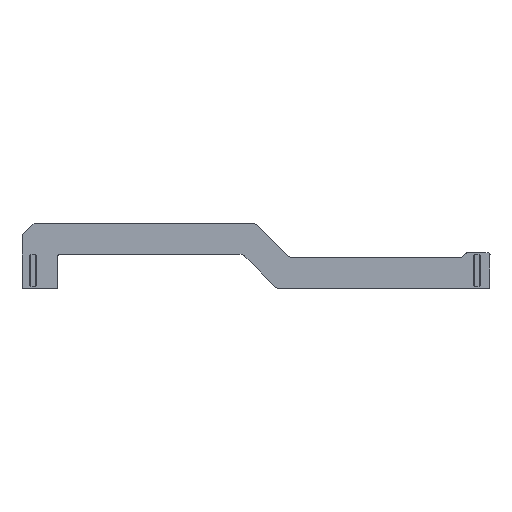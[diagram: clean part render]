
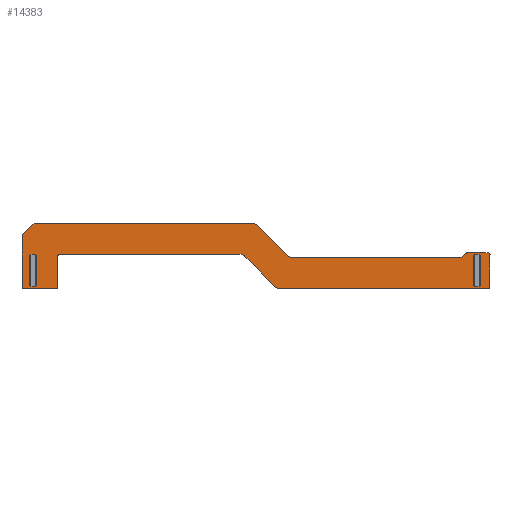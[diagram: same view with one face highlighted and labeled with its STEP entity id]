
A CAD part, top view. The second image highlights one B-rep face of the part: STEP entity #14383.
In plain terms, the highlighted planar face has unit normal (0, 0, 1).
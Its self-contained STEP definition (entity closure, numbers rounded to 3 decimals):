
#13524 = VERTEX_POINT('',#13525);
#13525 = CARTESIAN_POINT('',(-11.619,28.969,0.));
#13531 = EDGE_CURVE('',#13524,#13532,#13534,.T.);
#13532 = VERTEX_POINT('',#13533);
#13533 = CARTESIAN_POINT('',(-11.619,37.79,0.));
#13534 = LINE('',#13535,#13536);
#13535 = CARTESIAN_POINT('',(-11.619,28.969,0.));
#13536 = VECTOR('',#13537,1.);
#13537 = DIRECTION('',(0.,1.,0.));
#13564 = VERTEX_POINT('',#13565);
#13565 = CARTESIAN_POINT('',(-12.173,28.446,0.));
#13571 = EDGE_CURVE('',#13564,#13524,#13572,.T.);
#13572 = CIRCLE('',#13573,0.557);
#13573 = AXIS2_PLACEMENT_3D('',#13574,#13575,#13576);
#13574 = CARTESIAN_POINT('',(-12.175,29.003,0.));
#13575 = DIRECTION('',(0.,0.,1.));
#13576 = DIRECTION('',(0.003,-1.,0.));
#13597 = VERTEX_POINT('',#13598);
#13598 = CARTESIAN_POINT('',(-21.461,28.446,0.));
#13604 = EDGE_CURVE('',#13597,#13564,#13605,.T.);
#13605 = LINE('',#13606,#13607);
#13606 = CARTESIAN_POINT('',(-21.461,28.446,0.));
#13607 = VECTOR('',#13608,1.);
#13608 = DIRECTION('',(1.,0.,0.));
#13628 = VERTEX_POINT('',#13629);
#13629 = CARTESIAN_POINT('',(-22.018,29.001,0.));
#13635 = EDGE_CURVE('',#13628,#13597,#13636,.T.);
#13636 = CIRCLE('',#13637,0.555);
#13637 = AXIS2_PLACEMENT_3D('',#13638,#13639,#13640);
#13638 = CARTESIAN_POINT('',(-21.463,29.001,0.));
#13639 = DIRECTION('',(0.,0.,1.));
#13640 = DIRECTION('',(-1.,0.,0.));
#13661 = VERTEX_POINT('',#13662);
#13662 = CARTESIAN_POINT('',(-22.019,43.211,0.));
#13668 = EDGE_CURVE('',#13661,#13628,#13669,.T.);
#13669 = LINE('',#13670,#13671);
#13670 = CARTESIAN_POINT('',(-22.019,43.211,0.));
#13671 = VECTOR('',#13672,1.);
#13672 = DIRECTION('',(0.,-1.,0.));
#13692 = VERTEX_POINT('',#13693);
#13693 = CARTESIAN_POINT('',(-21.403,44.674,0.));
#13699 = EDGE_CURVE('',#13692,#13661,#13700,.T.);
#13700 = CIRCLE('',#13701,2.005);
#13701 = AXIS2_PLACEMENT_3D('',#13702,#13703,#13704);
#13702 = CARTESIAN_POINT('',(-20.014,43.228,0.));
#13703 = DIRECTION('',(0.,0.,1.));
#13704 = DIRECTION('',(-0.693,0.721,0.));
#13725 = VERTEX_POINT('',#13726);
#13726 = CARTESIAN_POINT('',(-19.337,46.74,0.));
#13732 = EDGE_CURVE('',#13725,#13692,#13733,.T.);
#13733 = LINE('',#13734,#13735);
#13734 = CARTESIAN_POINT('',(-19.337,46.74,0.));
#13735 = VECTOR('',#13736,1.);
#13736 = DIRECTION('',(-0.707,-0.707,0.));
#13756 = VERTEX_POINT('',#13757);
#13757 = CARTESIAN_POINT('',(-17.916,47.332,0.));
#13763 = EDGE_CURVE('',#13756,#13725,#13764,.T.);
#13764 = CIRCLE('',#13765,1.994);
#13765 = AXIS2_PLACEMENT_3D('',#13766,#13767,#13768);
#13766 = CARTESIAN_POINT('',(-17.919,45.338,0.));
#13767 = DIRECTION('',(0.,0.,1.));
#13768 = DIRECTION('',(0.001,1.,0.));
#13789 = VERTEX_POINT('',#13790);
#13790 = CARTESIAN_POINT('',(44.925,47.332,0.));
#13796 = EDGE_CURVE('',#13789,#13756,#13797,.T.);
#13797 = LINE('',#13798,#13799);
#13798 = CARTESIAN_POINT('',(44.925,47.332,0.));
#13799 = VECTOR('',#13800,1.);
#13800 = DIRECTION('',(-1.,0.,0.));
#13820 = VERTEX_POINT('',#13821);
#13821 = CARTESIAN_POINT('',(46.348,46.745,0.));
#13827 = EDGE_CURVE('',#13820,#13789,#13828,.T.);
#13828 = CIRCLE('',#13829,2.);
#13829 = AXIS2_PLACEMENT_3D('',#13830,#13831,#13832);
#13830 = CARTESIAN_POINT('',(44.933,45.332,0.));
#13831 = DIRECTION('',(0.,0.,1.));
#13832 = DIRECTION('',(0.708,0.706,0.));
#13853 = VERTEX_POINT('',#13854);
#13854 = CARTESIAN_POINT('',(55.061,38.032,0.));
#13860 = EDGE_CURVE('',#13853,#13820,#13861,.T.);
#13861 = LINE('',#13862,#13863);
#13862 = CARTESIAN_POINT('',(55.061,38.032,0.));
#13863 = VECTOR('',#13864,1.);
#13864 = DIRECTION('',(-0.707,0.707,0.));
#13884 = VERTEX_POINT('',#13885);
#13885 = CARTESIAN_POINT('',(56.483,37.446,0.));
#13891 = EDGE_CURVE('',#13884,#13853,#13892,.T.);
#13892 = CIRCLE('',#13893,2.);
#13893 = AXIS2_PLACEMENT_3D('',#13894,#13895,#13896);
#13894 = CARTESIAN_POINT('',(56.475,39.446,0.));
#13895 = DIRECTION('',(0.,0.,-1.));
#13896 = DIRECTION('',(0.004,-1.,0.));
#13917 = VERTEX_POINT('',#13918);
#13918 = CARTESIAN_POINT('',(105.235,37.446,0.));
#13924 = EDGE_CURVE('',#13917,#13884,#13925,.T.);
#13925 = LINE('',#13926,#13927);
#13926 = CARTESIAN_POINT('',(105.235,37.446,0.));
#13927 = VECTOR('',#13928,1.);
#13928 = DIRECTION('',(-1.,0.,0.));
#13948 = VERTEX_POINT('',#13949);
#13949 = CARTESIAN_POINT('',(105.646,37.627,0.));
#13955 = EDGE_CURVE('',#13948,#13917,#13956,.T.);
#13956 = CIRCLE('',#13957,0.553);
#13957 = AXIS2_PLACEMENT_3D('',#13958,#13959,#13960);
#13958 = CARTESIAN_POINT('',(105.237,37.999,0.));
#13959 = DIRECTION('',(0.,0.,-1.));
#13960 = DIRECTION('',(0.74,-0.673,0.));
#13981 = VERTEX_POINT('',#13982);
#13982 = CARTESIAN_POINT('',(106.684,38.665,0.));
#13988 = EDGE_CURVE('',#13981,#13948,#13989,.T.);
#13989 = LINE('',#13990,#13991);
#13990 = CARTESIAN_POINT('',(106.684,38.665,0.));
#13991 = VECTOR('',#13992,1.);
#13992 = DIRECTION('',(-0.707,-0.707,0.));
#14020 = VERTEX_POINT('',#14021);
#14021 = CARTESIAN_POINT('',(107.107,38.847,0.));
#14027 = EDGE_CURVE('',#14020,#13981,#14028,.T.);
#14028 = CIRCLE('',#14029,0.556);
#14029 = AXIS2_PLACEMENT_3D('',#14030,#14031,#14032);
#14030 = CARTESIAN_POINT('',(107.095,38.292,0.));
#14031 = DIRECTION('',(0.,0.,1.));
#14032 = DIRECTION('',(0.021,1.,0.));
#14052 = VERTEX_POINT('',#14053);
#14053 = CARTESIAN_POINT('',(113.156,38.847,0.));
#14059 = EDGE_CURVE('',#14052,#14020,#14060,.T.);
#14060 = LINE('',#14061,#14062);
#14061 = CARTESIAN_POINT('',(113.186,38.847,0.));
#14062 = VECTOR('',#14063,1.);
#14063 = DIRECTION('',(-1.,0.,0.));
#14084 = VERTEX_POINT('',#14085);
#14085 = CARTESIAN_POINT('',(113.713,38.292,0.));
#14091 = EDGE_CURVE('',#14084,#14052,#14092,.T.);
#14092 = CIRCLE('',#14093,0.555);
#14093 = AXIS2_PLACEMENT_3D('',#14094,#14095,#14096);
#14094 = CARTESIAN_POINT('',(113.158,38.292,0.));
#14095 = DIRECTION('',(0.,0.,1.));
#14096 = DIRECTION('',(1.,0.,0.));
#14109 = VERTEX_POINT('',#14110);
#14110 = CARTESIAN_POINT('',(113.711,29.046,0.));
#14116 = EDGE_CURVE('',#14109,#14084,#14117,.T.);
#14117 = LINE('',#14118,#14119);
#14118 = CARTESIAN_POINT('',(113.711,29.046,0.));
#14119 = VECTOR('',#14120,1.);
#14120 = DIRECTION('',(0.,1.,0.));
#14140 = VERTEX_POINT('',#14141);
#14141 = CARTESIAN_POINT('',(113.113,28.446,0.));
#14147 = EDGE_CURVE('',#14140,#14109,#14148,.T.);
#14148 = CIRCLE('',#14149,0.597);
#14149 = AXIS2_PLACEMENT_3D('',#14150,#14151,#14152);
#14150 = CARTESIAN_POINT('',(113.114,29.043,0.));
#14151 = DIRECTION('',(0.,0.,1.));
#14152 = DIRECTION('',(-0.001,-1.,0.));
#14173 = VERTEX_POINT('',#14174);
#14174 = CARTESIAN_POINT('',(52.753,28.446,0.));
#14180 = EDGE_CURVE('',#14173,#14140,#14181,.T.);
#14181 = LINE('',#14182,#14183);
#14182 = CARTESIAN_POINT('',(52.753,28.446,0.));
#14183 = VECTOR('',#14184,1.);
#14184 = DIRECTION('',(1.,0.,0.));
#14204 = VERTEX_POINT('',#14205);
#14205 = CARTESIAN_POINT('',(51.288,29.077,0.));
#14211 = EDGE_CURVE('',#14204,#14173,#14212,.T.);
#14212 = CIRCLE('',#14213,1.999);
#14213 = AXIS2_PLACEMENT_3D('',#14214,#14215,#14216);
#14214 = CARTESIAN_POINT('',(52.746,30.445,0.));
#14215 = DIRECTION('',(0.,0.,1.));
#14216 = DIRECTION('',(-0.729,-0.684,0.));
#14237 = VERTEX_POINT('',#14238);
#14238 = CARTESIAN_POINT('',(42.634,37.731,0.));
#14244 = EDGE_CURVE('',#14237,#14204,#14245,.T.);
#14245 = LINE('',#14246,#14247);
#14246 = CARTESIAN_POINT('',(42.634,37.731,0.));
#14247 = VECTOR('',#14248,1.);
#14248 = DIRECTION('',(0.707,-0.707,0.));
#14268 = VERTEX_POINT('',#14269);
#14269 = CARTESIAN_POINT('',(41.183,38.347,0.));
#14275 = EDGE_CURVE('',#14268,#14237,#14276,.T.);
#14276 = CIRCLE('',#14277,1.999);
#14277 = AXIS2_PLACEMENT_3D('',#14278,#14279,#14280);
#14278 = CARTESIAN_POINT('',(41.191,36.348,0.));
#14279 = DIRECTION('',(0.,0.,-1.));
#14280 = DIRECTION('',(-0.004,1.,0.));
#14301 = VERTEX_POINT('',#14302);
#14302 = CARTESIAN_POINT('',(-11.064,38.347,0.));
#14308 = EDGE_CURVE('',#14301,#14268,#14309,.T.);
#14309 = LINE('',#14310,#14311);
#14310 = CARTESIAN_POINT('',(-11.064,38.347,0.));
#14311 = VECTOR('',#14312,1.);
#14312 = DIRECTION('',(1.,0.,0.));
#14330 = EDGE_CURVE('',#13532,#14301,#14331,.T.);
#14331 = CIRCLE('',#14332,0.555);
#14332 = AXIS2_PLACEMENT_3D('',#14333,#14334,#14335);
#14333 = CARTESIAN_POINT('',(-11.064,37.792,0.));
#14334 = DIRECTION('',(0.,0.,-1.));
#14335 = DIRECTION('',(-1.,-0.004,0.));
#14383 = ADVANCED_FACE('',(#14384),#14412,.F.);
#14384 = FACE_BOUND('',#14385,.F.);
#14385 = EDGE_LOOP('',(#14386,#14387,#14388,#14389,#14390,#14391,#14392,
    #14393,#14394,#14395,#14396,#14397,#14398,#14399,#14400,#14401,
    #14402,#14403,#14404,#14405,#14406,#14407,#14408,#14409,#14410,
    #14411));
#14386 = ORIENTED_EDGE('',*,*,#13531,.F.);
#14387 = ORIENTED_EDGE('',*,*,#13571,.F.);
#14388 = ORIENTED_EDGE('',*,*,#13604,.F.);
#14389 = ORIENTED_EDGE('',*,*,#13635,.F.);
#14390 = ORIENTED_EDGE('',*,*,#13668,.F.);
#14391 = ORIENTED_EDGE('',*,*,#13699,.F.);
#14392 = ORIENTED_EDGE('',*,*,#13732,.F.);
#14393 = ORIENTED_EDGE('',*,*,#13763,.F.);
#14394 = ORIENTED_EDGE('',*,*,#13796,.F.);
#14395 = ORIENTED_EDGE('',*,*,#13827,.F.);
#14396 = ORIENTED_EDGE('',*,*,#13860,.F.);
#14397 = ORIENTED_EDGE('',*,*,#13891,.F.);
#14398 = ORIENTED_EDGE('',*,*,#13924,.F.);
#14399 = ORIENTED_EDGE('',*,*,#13955,.F.);
#14400 = ORIENTED_EDGE('',*,*,#13988,.F.);
#14401 = ORIENTED_EDGE('',*,*,#14027,.F.);
#14402 = ORIENTED_EDGE('',*,*,#14059,.F.);
#14403 = ORIENTED_EDGE('',*,*,#14091,.F.);
#14404 = ORIENTED_EDGE('',*,*,#14116,.F.);
#14405 = ORIENTED_EDGE('',*,*,#14147,.F.);
#14406 = ORIENTED_EDGE('',*,*,#14180,.F.);
#14407 = ORIENTED_EDGE('',*,*,#14211,.F.);
#14408 = ORIENTED_EDGE('',*,*,#14244,.F.);
#14409 = ORIENTED_EDGE('',*,*,#14275,.F.);
#14410 = ORIENTED_EDGE('',*,*,#14308,.F.);
#14411 = ORIENTED_EDGE('',*,*,#14330,.F.);
#14412 = PLANE('',#14413);
#14413 = AXIS2_PLACEMENT_3D('',#14414,#14415,#14416);
#14414 = CARTESIAN_POINT('',(-21.461,28.446,0.));
#14415 = DIRECTION('',(0.,0.,-1.));
#14416 = DIRECTION('',(-1.,0.,0.));
